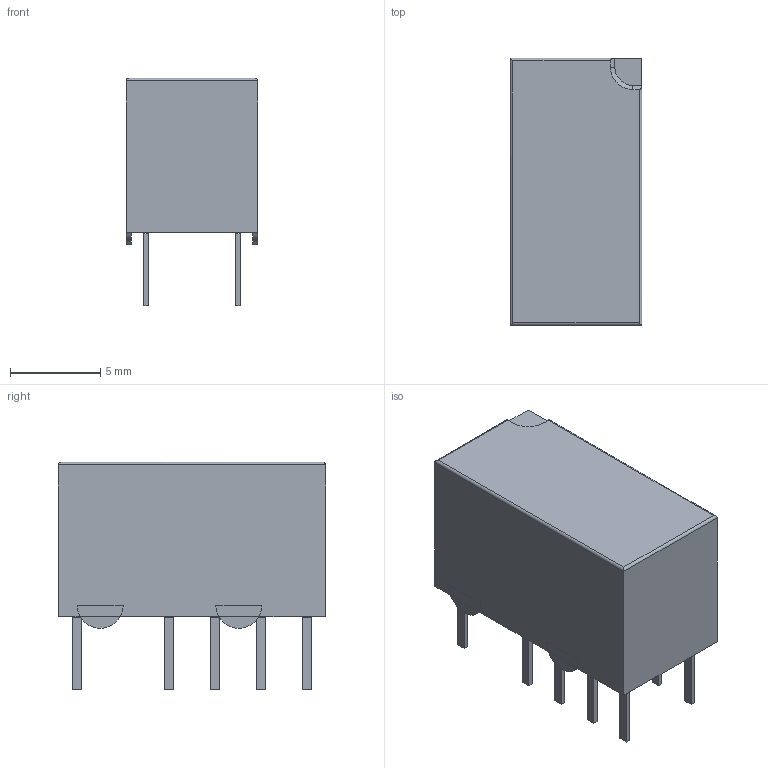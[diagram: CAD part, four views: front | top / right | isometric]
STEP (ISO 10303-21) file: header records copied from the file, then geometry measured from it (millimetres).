
FILE_DESCRIPTION(('FreeCAD Model'),'2;1');
FILE_NAME('Relay_DPDT_Omron_G6SK-2.step','2018-01-13T09:10:26',('kicad StepUp'),( 'ksu MCAD'),'Open CASCADE STEP processor 6.8','FreeCAD','Unknown');
FILE_SCHEMA(('AUTOMOTIVE_DESIGN_CC2 { 1 2 10303 214 -1 1 5 4 }'));
Length unit declared in the file: millimetre
Products named in the file (1): Relay_DPDT_Omron_G6SK-2
Bounding box: 7.3 x 14.8 x 12.6 mm (x, y, z)
Volume: 929.2 mm3; surface area: 662.1 mm2
Topology: 11 solids, 11 shells, 93 faces, 200 edges, 129 vertices
Faces by surface type: plane 83, cylinder 9, cone 1
Entity records: 1698 total; most frequent: ORIENTED_EDGE 316, EDGE_CURVE 200, CARTESIAN_POINT 174, LINE 168, VERTEX_POINT 129, AXIS2_PLACEMENT_3D 105, ADVANCED_FACE 93, FACE_BOUND 93
